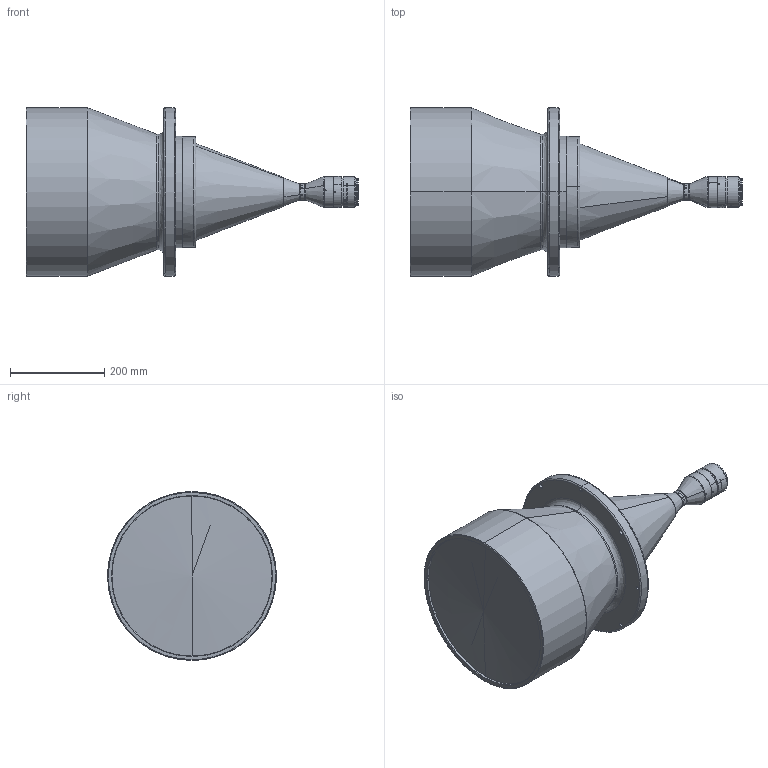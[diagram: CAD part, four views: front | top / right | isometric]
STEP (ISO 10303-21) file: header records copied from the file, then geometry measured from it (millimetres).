
FILE_DESCRIPTION (( 'STEP AP203' ), '1' );
FILE_NAME ('DTCM175-300S-M58-AL.STEP', '2023-11-24T06:28:56', ( '' ), ( '' ), 'SwSTEP 2.0', 'SolidWorks 2017', '' );
FILE_SCHEMA (( 'CONFIG_CONTROL_DESIGN' ));
Length unit declared in the file: millimetre
Products named in the file (1): DTCM175-300S-M58-AL
Bounding box: 704.76 x 358 x 358 mm (x, y, z)
Volume: 31785825.6 mm3; surface area: 709217.8 mm2
Topology: 1 solids, 3 shells, 159 faces, 385 edges, 242 vertices
Faces by surface type: cylinder 71, cone 44, plane 26, bspline 16, torus 2
Entity records: 6062 total; most frequent: CARTESIAN_POINT 2312, DIRECTION 781, ORIENTED_EDGE 762, EDGE_CURVE 381, AXIS2_PLACEMENT_3D 329, VERTEX_POINT 242, EDGE_LOOP 195, CIRCLE 185
